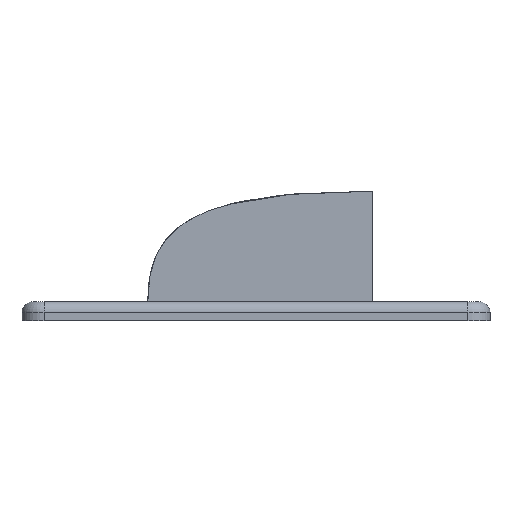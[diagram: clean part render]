
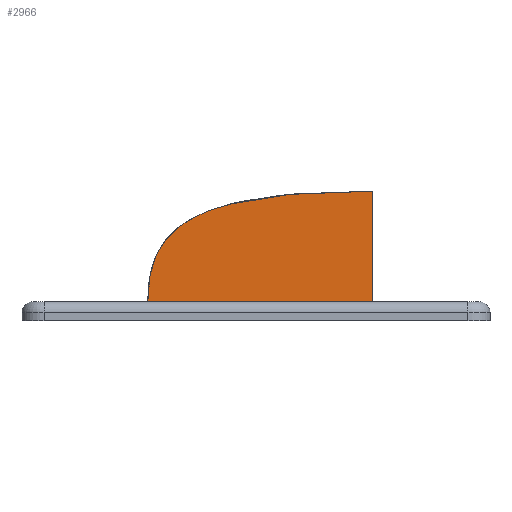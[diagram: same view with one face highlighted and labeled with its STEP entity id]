
A CAD part, front view. The second image highlights one B-rep face of the part: STEP entity #2966.
In plain terms, the highlighted planar face has unit normal (0, -1, 0).
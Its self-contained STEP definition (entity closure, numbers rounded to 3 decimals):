
#1703 = PLANE('',#1704);
#1704 = AXIS2_PLACEMENT_3D('',#1705,#1706,#1707);
#1705 = CARTESIAN_POINT('',(0.,0.,3.5));
#1706 = DIRECTION('',(0.,0.,1.));
#1707 = DIRECTION('',(1.,0.,0.));
#1863 = PLANE('',#1864);
#1864 = AXIS2_PLACEMENT_3D('',#1865,#1866,#1867);
#1865 = CARTESIAN_POINT('',(21.2,-36.4,3.5));
#1866 = DIRECTION('',(-1.,0.,0.));
#1867 = DIRECTION('',(0.,1.,0.));
#2465 = SURFACE_OF_LINEAR_EXTRUSION('',#2466,#2471);
#2466 = B_SPLINE_CURVE_WITH_KNOTS('',3,(#2467,#2468,#2469,#2470),
  .UNSPECIFIED.,.F.,.F.,(4,4),(0.,1.),.PIECEWISE_BEZIER_KNOTS.);
#2467 = CARTESIAN_POINT('',(-19.6,-36.4,3.5));
#2468 = CARTESIAN_POINT('',(-19.6,-36.4,17.472));
#2469 = CARTESIAN_POINT('',(-10.865,-36.4,23.5));
#2470 = CARTESIAN_POINT('',(21.2,-36.4,23.5));
#2471 = VECTOR('',#2472,1.);
#2472 = DIRECTION('',(0.,-1.,0.));
#2549 = VERTEX_POINT('',#2550);
#2550 = CARTESIAN_POINT('',(-19.6,-36.4,3.5));
#2595 = VERTEX_POINT('',#2596);
#2596 = CARTESIAN_POINT('',(21.2,-36.4,3.5));
#2617 = EDGE_CURVE('',#2549,#2595,#2618,.T.);
#2618 = SURFACE_CURVE('',#2619,(#2623,#2630),.PCURVE_S1.);
#2619 = LINE('',#2620,#2621);
#2620 = CARTESIAN_POINT('',(-19.6,-36.4,3.5));
#2621 = VECTOR('',#2622,1.);
#2622 = DIRECTION('',(1.,0.,0.));
#2623 = PCURVE('',#1703,#2624);
#2624 = DEFINITIONAL_REPRESENTATION('',(#2625),#2629);
#2625 = LINE('',#2626,#2627);
#2626 = CARTESIAN_POINT('',(-19.6,-36.4));
#2627 = VECTOR('',#2628,1.);
#2628 = DIRECTION('',(1.,0.));
#2629 = ( GEOMETRIC_REPRESENTATION_CONTEXT(2) 
PARAMETRIC_REPRESENTATION_CONTEXT() REPRESENTATION_CONTEXT('2D SPACE',''
  ) );
#2630 = PCURVE('',#2631,#2636);
#2631 = PLANE('',#2632);
#2632 = AXIS2_PLACEMENT_3D('',#2633,#2634,#2635);
#2633 = CARTESIAN_POINT('',(-19.6,-36.4,3.5));
#2634 = DIRECTION('',(0.,1.,0.));
#2635 = DIRECTION('',(1.,0.,0.));
#2636 = DEFINITIONAL_REPRESENTATION('',(#2637),#2641);
#2637 = LINE('',#2638,#2639);
#2638 = CARTESIAN_POINT('',(0.,0.));
#2639 = VECTOR('',#2640,1.);
#2640 = DIRECTION('',(1.,0.));
#2641 = ( GEOMETRIC_REPRESENTATION_CONTEXT(2) 
PARAMETRIC_REPRESENTATION_CONTEXT() REPRESENTATION_CONTEXT('2D SPACE',''
  ) );
#2698 = EDGE_CURVE('',#2595,#2699,#2701,.T.);
#2699 = VERTEX_POINT('',#2700);
#2700 = CARTESIAN_POINT('',(21.2,-36.4,23.5));
#2701 = SURFACE_CURVE('',#2702,(#2706,#2713),.PCURVE_S1.);
#2702 = LINE('',#2703,#2704);
#2703 = CARTESIAN_POINT('',(21.2,-36.4,3.5));
#2704 = VECTOR('',#2705,1.);
#2705 = DIRECTION('',(0.,0.,1.));
#2706 = PCURVE('',#1863,#2707);
#2707 = DEFINITIONAL_REPRESENTATION('',(#2708),#2712);
#2708 = LINE('',#2709,#2710);
#2709 = CARTESIAN_POINT('',(0.,0.));
#2710 = VECTOR('',#2711,1.);
#2711 = DIRECTION('',(0.,-1.));
#2712 = ( GEOMETRIC_REPRESENTATION_CONTEXT(2) 
PARAMETRIC_REPRESENTATION_CONTEXT() REPRESENTATION_CONTEXT('2D SPACE',''
  ) );
#2713 = PCURVE('',#2631,#2714);
#2714 = DEFINITIONAL_REPRESENTATION('',(#2715),#2719);
#2715 = LINE('',#2716,#2717);
#2716 = CARTESIAN_POINT('',(40.8,0.));
#2717 = VECTOR('',#2718,1.);
#2718 = DIRECTION('',(0.,-1.));
#2719 = ( GEOMETRIC_REPRESENTATION_CONTEXT(2) 
PARAMETRIC_REPRESENTATION_CONTEXT() REPRESENTATION_CONTEXT('2D SPACE',''
  ) );
#2944 = EDGE_CURVE('',#2549,#2699,#2945,.T.);
#2945 = SURFACE_CURVE('',#2946,(#2951,#2958),.PCURVE_S1.);
#2946 = B_SPLINE_CURVE_WITH_KNOTS('',3,(#2947,#2948,#2949,#2950),
  .UNSPECIFIED.,.F.,.F.,(4,4),(0.,1.),.PIECEWISE_BEZIER_KNOTS.);
#2947 = CARTESIAN_POINT('',(-19.6,-36.4,3.5));
#2948 = CARTESIAN_POINT('',(-19.6,-36.4,17.472));
#2949 = CARTESIAN_POINT('',(-10.865,-36.4,23.5));
#2950 = CARTESIAN_POINT('',(21.2,-36.4,23.5));
#2951 = PCURVE('',#2465,#2952);
#2952 = DEFINITIONAL_REPRESENTATION('',(#2953),#2957);
#2953 = LINE('',#2954,#2955);
#2954 = CARTESIAN_POINT('',(0.,0.));
#2955 = VECTOR('',#2956,1.);
#2956 = DIRECTION('',(1.,0.));
#2957 = ( GEOMETRIC_REPRESENTATION_CONTEXT(2) 
PARAMETRIC_REPRESENTATION_CONTEXT() REPRESENTATION_CONTEXT('2D SPACE',''
  ) );
#2958 = PCURVE('',#2631,#2959);
#2959 = DEFINITIONAL_REPRESENTATION('',(#2960),#2965);
#2960 = B_SPLINE_CURVE_WITH_KNOTS('',3,(#2961,#2962,#2963,#2964),
  .UNSPECIFIED.,.F.,.F.,(4,4),(0.,1.),.PIECEWISE_BEZIER_KNOTS.);
#2961 = CARTESIAN_POINT('',(0.,0.));
#2962 = CARTESIAN_POINT('',(0.,-13.972));
#2963 = CARTESIAN_POINT('',(8.735,-20.));
#2964 = CARTESIAN_POINT('',(40.8,-20.));
#2965 = ( GEOMETRIC_REPRESENTATION_CONTEXT(2) 
PARAMETRIC_REPRESENTATION_CONTEXT() REPRESENTATION_CONTEXT('2D SPACE',''
  ) );
#2966 = ADVANCED_FACE('',(#2967),#2631,.F.);
#2967 = FACE_BOUND('',#2968,.F.);
#2968 = EDGE_LOOP('',(#2969,#2970,#2971));
#2969 = ORIENTED_EDGE('',*,*,#2617,.F.);
#2970 = ORIENTED_EDGE('',*,*,#2944,.T.);
#2971 = ORIENTED_EDGE('',*,*,#2698,.F.);
